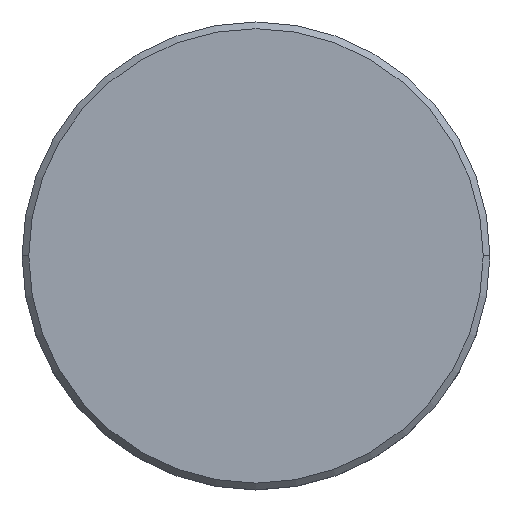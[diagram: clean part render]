
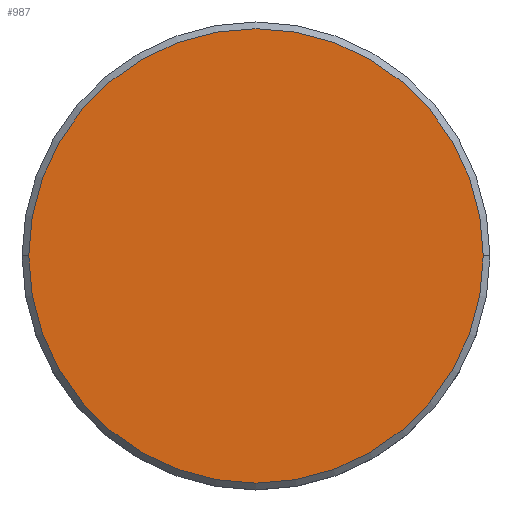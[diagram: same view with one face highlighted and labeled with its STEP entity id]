
A CAD part, top view. The second image highlights one B-rep face of the part: STEP entity #987.
In plain terms, the highlighted planar face has unit normal (0, 0, 1).
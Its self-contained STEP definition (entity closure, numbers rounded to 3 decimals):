
#38 = AXIS2_PLACEMENT_3D ( 'NONE', #650, #1110, #862 ) ;
#48 = EDGE_LOOP ( 'NONE', ( #413, #782 ) ) ;
#80 = CARTESIAN_POINT ( 'NONE',  ( -17., 0., 0. ) ) ;
#136 = DIRECTION ( 'NONE',  ( 0., 0., 1. ) ) ;
#195 = PLANE ( 'NONE',  #623 ) ;
#223 = CARTESIAN_POINT ( 'NONE',  ( 0., 0., 0. ) ) ;
#412 = VERTEX_POINT ( 'NONE', #917 ) ;
#413 = ORIENTED_EDGE ( 'NONE', *, *, #885, .T. ) ;
#623 = AXIS2_PLACEMENT_3D ( 'NONE', #223, #136, #838 ) ;
#650 = CARTESIAN_POINT ( 'NONE',  ( 0., 0., 0. ) ) ;
#672 = FACE_OUTER_BOUND ( 'NONE', #48, .T. ) ;
#687 = DIRECTION ( 'NONE',  ( 0., 0., 1. ) ) ;
#730 = VERTEX_POINT ( 'NONE', #80 ) ;
#782 = ORIENTED_EDGE ( 'NONE', *, *, #1041, .T. ) ;
#784 = AXIS2_PLACEMENT_3D ( 'NONE', #1032, #687, #1053 ) ;
#838 = DIRECTION ( 'NONE',  ( 1., 0., 0. ) ) ;
#862 = DIRECTION ( 'NONE',  ( 1., 0., 0. ) ) ;
#885 = EDGE_CURVE ( 'NONE', #730, #412, #972, .T. ) ;
#917 = CARTESIAN_POINT ( 'NONE',  ( 17., 0., 0. ) ) ;
#972 = CIRCLE ( 'NONE', #38, 17. ) ;
#987 = ADVANCED_FACE ( 'NONE', ( #672 ), #195, .T. ) ;
#1032 = CARTESIAN_POINT ( 'NONE',  ( 0., 0., 0. ) ) ;
#1041 = EDGE_CURVE ( 'NONE', #412, #730, #1148, .T. ) ;
#1053 = DIRECTION ( 'NONE',  ( 1., 0., 0. ) ) ;
#1110 = DIRECTION ( 'NONE',  ( 0., 0., 1. ) ) ;
#1148 = CIRCLE ( 'NONE', #784, 17. ) ;
